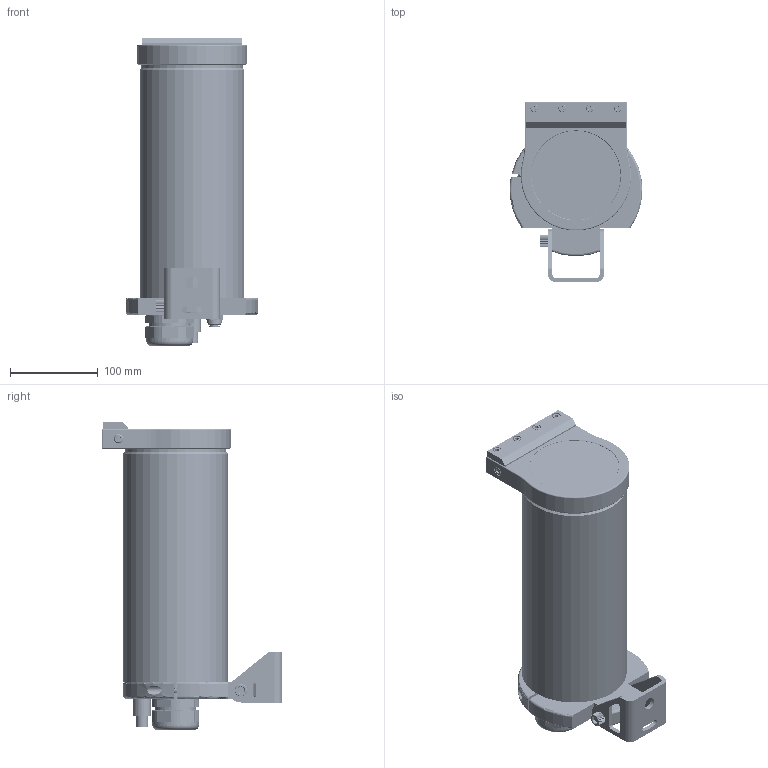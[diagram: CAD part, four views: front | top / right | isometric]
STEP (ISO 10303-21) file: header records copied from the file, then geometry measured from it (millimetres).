
FILE_DESCRIPTION (( 'STEP AP203' ), '1' );
FILE_NAME ('47C-MM.STEP', '2022-11-22T13:59:25', ( '' ), ( '' ), 'SwSTEP 2.0', 'SolidWorks 2021', '' );
FILE_SCHEMA (( 'CONFIG_CONTROL_DESIGN' ));
Length unit declared in the file: inch
Products named in the file (26): 201079; 92196A634; 200354; Canon EF 24mm f-1.4L II USM; 47C-MM; 92196A548; 400052; PG36-B01; 200350; Emergent HB-25000-SB; 201078; 200279; 400159; PG36-01-01-02-04; 51055K14; 91292A058; 200357; PG36-I01; ZBIGV70153_Expanded; 92196A540; 500108; 91292A112; 312312US-1100S020; PG36-S02; 4452K541; 201367
Assembly tree (30 placements, depth 3):
  47C-MM
    200350
    200354
    200357
    200279
    201078
    201079
    201367
    400052
    400159
    500108
    PG36-01-01-02-04
      PG36-B01
      PG36-I01
      PG36-S02
    91292A058  x4
    4452K541
    92196A540
    312312US-1100S020
    51055K14
    92196A634
    92196A548  x2
    ZBIGV70153_Expanded
    91292A112  x2
    Emergent HB-25000-SB
    Canon EF 24mm f-1.4L II USM
Bounding box: 151.13 x 205.3 x 350.18 mm (x, y, z)
Volume: 2024830.6 mm3; surface area: 583133.5 mm2
Topology: 67 solids, 68 shells, 5973 faces, 15277 edges, 9726 vertices
Faces by surface type: plane 2449, cylinder 2448, cone 961, torus 83, bspline 28, sphere 4
Entity records: 184541 total; most frequent: CARTESIAN_POINT 54845, ORIENTED_EDGE 26892, DIRECTION 25903, EDGE_CURVE 13446, AXIS2_PLACEMENT_3D 9619, VERTEX_POINT 8620, LINE 6665, VECTOR 6665
